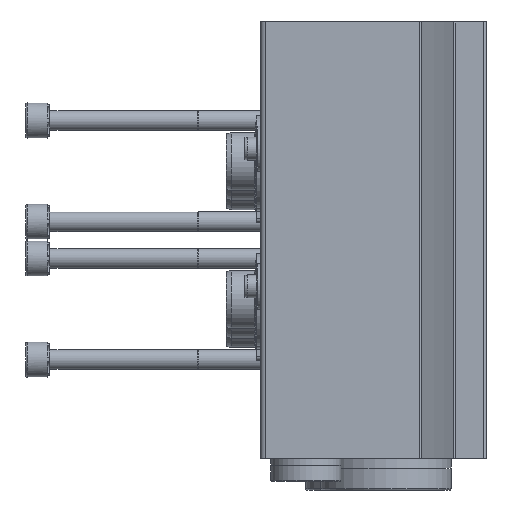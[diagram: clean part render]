
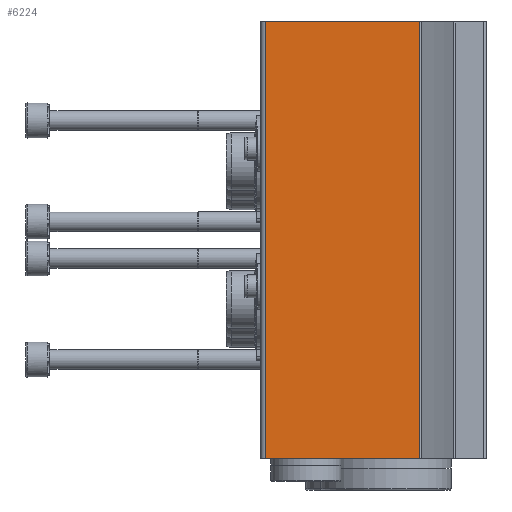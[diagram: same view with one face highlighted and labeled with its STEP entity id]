
A CAD part, left-side view. The second image highlights one B-rep face of the part: STEP entity #6224.
In plain terms, the highlighted planar face has unit normal (-1, 0, 0).
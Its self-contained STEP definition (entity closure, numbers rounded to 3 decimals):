
#169=PLANE('',#6716);
#794=ORIENTED_EDGE('',*,*,#2480,.F.);
#795=ORIENTED_EDGE('',*,*,#2479,.F.);
#796=ORIENTED_EDGE('',*,*,#2481,.T.);
#797=ORIENTED_EDGE('',*,*,#2482,.T.);
#2479=EDGE_CURVE('',#3322,#3320,#3916,.T.);
#2480=EDGE_CURVE('',#3320,#3323,#3917,.T.);
#2481=EDGE_CURVE('',#3322,#3324,#3918,.T.);
#2482=EDGE_CURVE('',#3324,#3323,#3919,.T.);
#3320=VERTEX_POINT('',#9647);
#3322=VERTEX_POINT('',#9651);
#3323=VERTEX_POINT('',#9655);
#3324=VERTEX_POINT('',#9657);
#3916=LINE('',#9652,#4390);
#3917=LINE('',#9654,#4391);
#3918=LINE('',#9656,#4392);
#3919=LINE('',#9658,#4393);
#4390=VECTOR('',#7504,1000.);
#4391=VECTOR('',#7507,1000.);
#4392=VECTOR('',#7508,1000.);
#4393=VECTOR('',#7509,1000.);
#4872=EDGE_LOOP('',(#794,#795,#796,#797));
#5487=FACE_BOUND('',#4872,.T.);
#6224=ADVANCED_FACE('',(#5487),#169,.T.);
#6716=AXIS2_PLACEMENT_3D('',#9653,#7505,#7506);
#7504=DIRECTION('',(0.,0.,1.));
#7505=DIRECTION('',(-1.,0.,0.));
#7506=DIRECTION('',(0.,0.,1.));
#7507=DIRECTION('',(0.,-1.,0.));
#7508=DIRECTION('',(0.,-1.,0.));
#7509=DIRECTION('',(0.,0.,1.));
#9647=CARTESIAN_POINT('',(-63.,44.,0.));
#9651=CARTESIAN_POINT('',(-63.,44.,-87.));
#9652=CARTESIAN_POINT('',(-63.,44.,-87.));
#9653=CARTESIAN_POINT('',(-63.,44.,-87.));
#9654=CARTESIAN_POINT('',(-63.,44.,0.));
#9655=CARTESIAN_POINT('',(-63.,13.354,0.));
#9656=CARTESIAN_POINT('',(-63.,44.,-87.));
#9657=CARTESIAN_POINT('',(-63.,13.354,-87.));
#9658=CARTESIAN_POINT('',(-63.,13.354,-87.));
